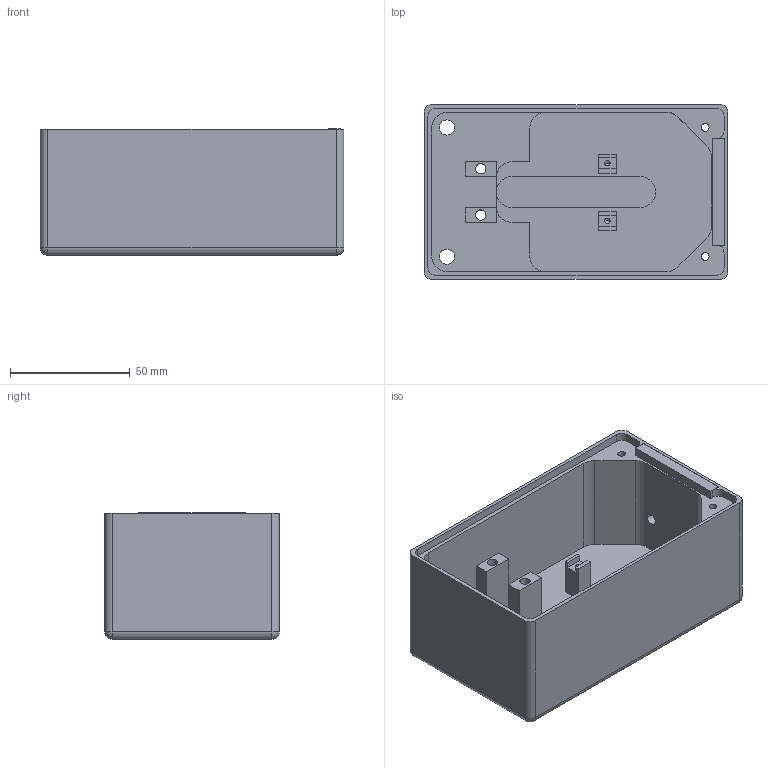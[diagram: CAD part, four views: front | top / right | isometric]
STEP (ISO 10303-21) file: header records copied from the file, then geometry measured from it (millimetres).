
FILE_DESCRIPTION (( 'STEP AP214' ), '1' );
FILE_NAME ('GHL-1-20001.STEP', '2024-05-31T17:15:34', ( '' ), ( '' ), 'SwSTEP 2.0', 'SolidWorks 2023', '' );
FILE_SCHEMA (( 'AUTOMOTIVE_DESIGN' ));
Length unit declared in the file: inch
Products named in the file (1): GHL-1-20001
Bounding box: 127 x 73.03 x 53.02 mm (x, y, z)
Volume: 145051.1 mm3; surface area: 61989 mm2
Topology: 1 solids, 1 shells, 135 faces, 355 edges, 223 vertices
Faces by surface type: plane 68, cylinder 55, cone 8, sphere 4
Entity records: 4155 total; most frequent: DIRECTION 734, CARTESIAN_POINT 706, ORIENTED_EDGE 694, EDGE_CURVE 347, AXIS2_PLACEMENT_3D 251, LINE 232, VECTOR 232, VERTEX_POINT 223
